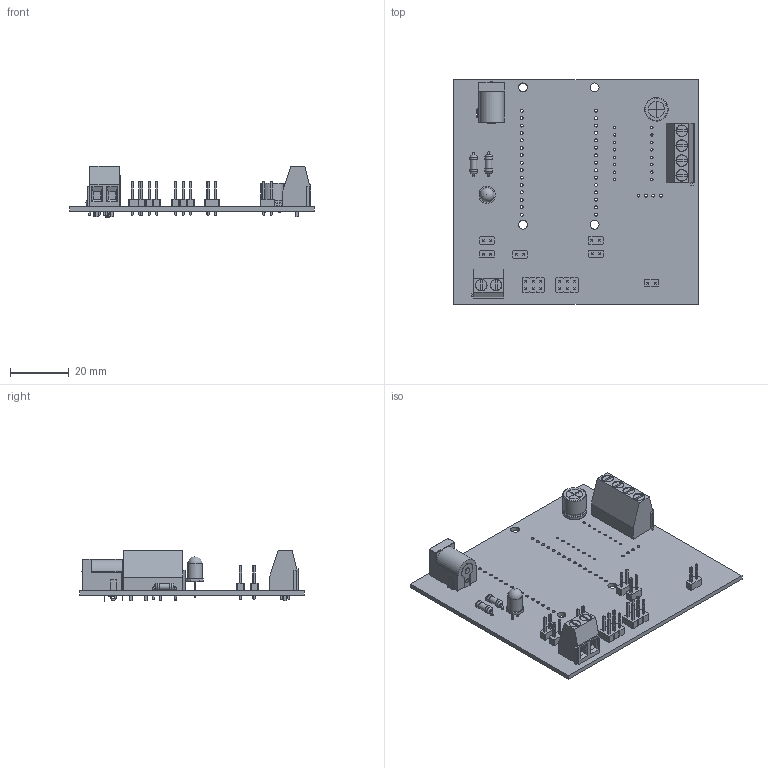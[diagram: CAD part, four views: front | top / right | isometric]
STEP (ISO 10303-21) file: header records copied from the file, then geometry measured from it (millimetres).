
FILE_DESCRIPTION(('KiCad electronic assembly'),'2;1');
FILE_NAME('SHIELD 1.step','2025-09-05T11:13:00',('Pcbnew'),('Kicad'), 'Open CASCADE STEP processor 7.8','KiCad to STEP converter','Unknown' );
FILE_SCHEMA(('AUTOMOTIVE_DESIGN { 1 0 10303 214 1 1 1 1 }'));
Length unit declared in the file: millimetre
Products named in the file (10): SHIELD 1 1; PinHeader_2x01_P2.54mm_Vertical; LED_D5.0mm; R_Axial_DIN0207_L6.3mm_D2.5mm_P7.62mm_Horizontal; TerminalBlock_Phoenix_MKDS-1,5-4-5.08_1x04_P5.08mm_Horizontal; BarrelJack_Horizontal; PinHeader_2x03_P2.54mm_Vertical; TerminalBlock_Phoenix_MKDS-1,5-2-5.08_1x02_P5.08mm_Horizontal; CP_Radial_D8.0mm_P5.00mm; SHIELD 1_PCB
Assembly tree (16 placements, depth 2):
  SHIELD 1 1
    PinHeader_2x01_P2.54mm_Vertical  x6
    LED_D5.0mm
    R_Axial_DIN0207_L6.3mm_D2.5mm_P7.62mm_Horizontal  x2
    TerminalBlock_Phoenix_MKDS-1,5-4-5.08_1x04_P5.08mm_Horizontal
    BarrelJack_Horizontal
    PinHeader_2x03_P2.54mm_Vertical  x2
    TerminalBlock_Phoenix_MKDS-1,5-2-5.08_1x02_P5.08mm_Horizontal
    CP_Radial_D8.0mm_P5.00mm
    SHIELD 1_PCB
Bounding box: 83.71 x 76.8 x 17.7 mm (x, y, z)
Volume: 14389.9 mm3; surface area: 20811.6 mm2
Topology: 20 solids, 21 shells, 1071 faces, 2561 edges, 1603 vertices
Faces by surface type: plane 854, cylinder 161, bspline 32, torus 10, sphere 6, revolution 6, extrusion 2
Full cylindrical faces by diameter (mm): 0.5 x2, 0.6 x4, 0.8 x22, 0.9 x2, 1 x30, 1.02 x30, 1.3 x6, 1.5 x2, 2 x2, 2.25 x2, 2.5 x4, 3 x4, 3.8 x6, 4 x6, 4.9 x1, 6.3 x1
Entity records: 26238 total; most frequent: CARTESIAN_POINT 4886, DIRECTION 3439, ORIENTED_EDGE 3424, EDGE_CURVE 1712, VECTOR 1213, LINE 1211, AXIS2_PLACEMENT_3D 1110, VERTEX_POINT 1085
